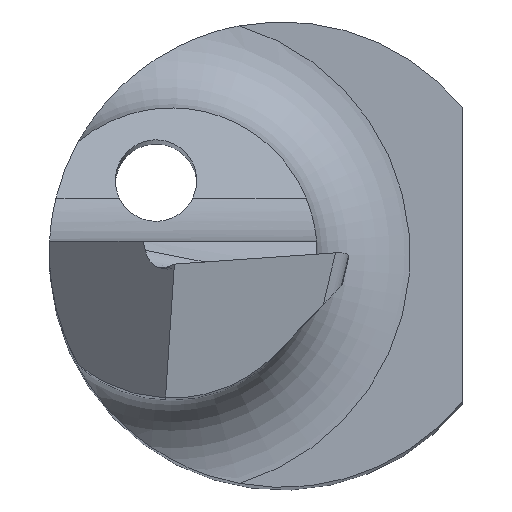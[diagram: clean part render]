
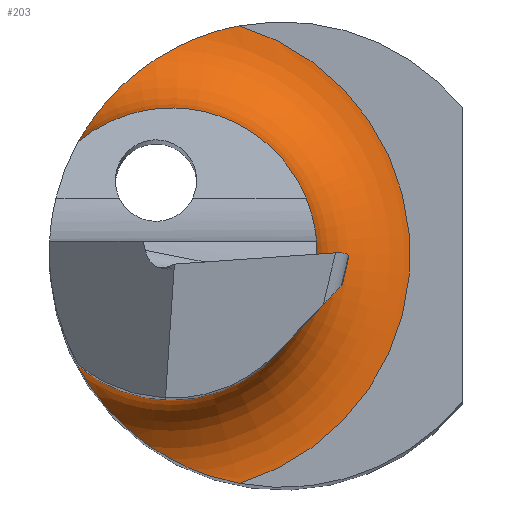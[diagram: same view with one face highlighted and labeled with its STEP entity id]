
A CAD part, top view. The second image highlights one B-rep face of the part: STEP entity #203.
In plain terms, the highlighted toroidal (fillet/blend) face has major radius 2.05 mm and minor radius 0.8 mm.
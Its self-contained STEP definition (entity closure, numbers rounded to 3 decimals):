
#10 = VERTEX_POINT ( 'NONE', #605 ) ;
#64 = VERTEX_POINT ( 'NONE', #240 ) ;
#68 = CARTESIAN_POINT ( 'NONE',  ( -1.681, 1.085, 14.494 ) ) ;
#98 = B_SPLINE_CURVE_WITH_KNOTS ( 'NONE', 3,
 ( #132, #524, #460, #68, #408, #353, #673, #609, #603, #805, #613, #345 ),
 .UNSPECIFIED., .F., .F.,
 ( 4, 2, 2, 2, 2, 4 ),
 ( 0., 0., 0.001, 0.001, 0.002, 0.002 ),
 .UNSPECIFIED. ) ;
#120 = TOROIDAL_SURFACE ( 'NONE', #233, 2.05, 0.8 ) ;
#132 = CARTESIAN_POINT ( 'NONE',  ( -1.758, 0.954, 14.8 ) ) ;
#161 = CARTESIAN_POINT ( 'NONE',  ( -1.738, -0.991, 14.63 ) ) ;
#162 = ORIENTED_EDGE ( 'NONE', *, *, #597, .F. ) ;
#163 = CARTESIAN_POINT ( 'NONE',  ( -1.758, -0.954, 14.711 ) ) ;
#203 = ADVANCED_FACE ( 'NONE', ( #538 ), #120, .F. ) ;
#206 = VERTEX_POINT ( 'NONE', #670 ) ;
#219 = DIRECTION ( 'NONE',  ( 1., 0., 0. ) ) ;
#225 = CARTESIAN_POINT ( 'NONE',  ( -1.515, -1.313, 14.289 ) ) ;
#233 = AXIS2_PLACEMENT_3D ( 'NONE', #804, #733, #738 ) ;
#240 = CARTESIAN_POINT ( 'NONE',  ( -0.368, -1.966, 14. ) ) ;
#297 = EDGE_CURVE ( 'NONE', #725, #206, #306, .T. ) ;
#298 = CARTESIAN_POINT ( 'NONE',  ( -1.644, -1.142, 14.438 ) ) ;
#306 = CIRCLE ( 'NONE', #498, 1.25 ) ;
#321 = DIRECTION ( 'NONE',  ( 0., 0., -1. ) ) ;
#326 = DIRECTION ( 'NONE',  ( 1., 0., 0. ) ) ;
#345 = CARTESIAN_POINT ( 'NONE',  ( -0.368, 1.966, 14. ) ) ;
#353 = CARTESIAN_POINT ( 'NONE',  ( -1.515, 1.314, 14.289 ) ) ;
#354 = ORIENTED_EDGE ( 'NONE', *, *, #297, .F. ) ;
#365 = CARTESIAN_POINT ( 'NONE',  ( -1.406, -1.431, 14.216 ) ) ;
#376 = B_SPLINE_CURVE_WITH_KNOTS ( 'NONE', 3,
 ( #618, #547, #679, #686, #484, #365, #225, #298, #481, #161, #163, #421 ),
 .UNSPECIFIED., .F., .F.,
 ( 4, 2, 2, 2, 2, 4 ),
 ( 0., 0.001, 0.001, 0.002, 0.002, 0.002 ),
 .UNSPECIFIED. ) ;
#408 = CARTESIAN_POINT ( 'NONE',  ( -1.644, 1.141, 14.438 ) ) ;
#409 = ORIENTED_EDGE ( 'NONE', *, *, #742, .F. ) ;
#421 = CARTESIAN_POINT ( 'NONE',  ( -1.758, -0.954, 14.8 ) ) ;
#460 = CARTESIAN_POINT ( 'NONE',  ( -1.738, 0.991, 14.63 ) ) ;
#466 = EDGE_CURVE ( 'NONE', #206, #10, #98, .T. ) ;
#481 = CARTESIAN_POINT ( 'NONE',  ( -1.681, -1.085, 14.495 ) ) ;
#484 = CARTESIAN_POINT ( 'NONE',  ( -1.156, -1.64, 14.103 ) ) ;
#493 = EDGE_LOOP ( 'NONE', ( #409, #162, #692, #354 ) ) ;
#498 = AXIS2_PLACEMENT_3D ( 'NONE', #650, #717, #326 ) ;
#524 = CARTESIAN_POINT ( 'NONE',  ( -1.758, 0.954, 14.711 ) ) ;
#538 = FACE_OUTER_BOUND ( 'NONE', #493, .T. ) ;
#547 = CARTESIAN_POINT ( 'NONE',  ( -0.54, -1.934, 14. ) ) ;
#560 = CARTESIAN_POINT ( 'NONE',  ( -1.758, -0.954, 14.8 ) ) ;
#597 = EDGE_CURVE ( 'NONE', #10, #64, #712, .T. ) ;
#603 = CARTESIAN_POINT ( 'NONE',  ( -1.013, 1.733, 14.063 ) ) ;
#605 = CARTESIAN_POINT ( 'NONE',  ( -0.368, 1.966, 14. ) ) ;
#609 = CARTESIAN_POINT ( 'NONE',  ( -1.156, 1.641, 14.102 ) ) ;
#613 = CARTESIAN_POINT ( 'NONE',  ( -0.54, 1.934, 14. ) ) ;
#618 = CARTESIAN_POINT ( 'NONE',  ( -0.368, -1.966, 14. ) ) ;
#650 = CARTESIAN_POINT ( 'NONE',  ( -0.95, 0., 14.8 ) ) ;
#670 = CARTESIAN_POINT ( 'NONE',  ( -1.758, 0.954, 14.8 ) ) ;
#673 = CARTESIAN_POINT ( 'NONE',  ( -1.408, 1.43, 14.217 ) ) ;
#679 = CARTESIAN_POINT ( 'NONE',  ( -0.703, -1.88, 14.011 ) ) ;
#686 = CARTESIAN_POINT ( 'NONE',  ( -1.013, -1.733, 14.063 ) ) ;
#692 = ORIENTED_EDGE ( 'NONE', *, *, #466, .F. ) ;
#712 = CIRCLE ( 'NONE', #784, 2.05 ) ;
#715 = CARTESIAN_POINT ( 'NONE',  ( -0.95, 0., 14. ) ) ;
#717 = DIRECTION ( 'NONE',  ( 0., 0., 1. ) ) ;
#725 = VERTEX_POINT ( 'NONE', #560 ) ;
#733 = DIRECTION ( 'NONE',  ( 0., 0., 1. ) ) ;
#738 = DIRECTION ( 'NONE',  ( 1., 0., 0. ) ) ;
#742 = EDGE_CURVE ( 'NONE', #64, #725, #376, .T. ) ;
#784 = AXIS2_PLACEMENT_3D ( 'NONE', #715, #321, #219 ) ;
#804 = CARTESIAN_POINT ( 'NONE',  ( -0.95, 0., 14.8 ) ) ;
#805 = CARTESIAN_POINT ( 'NONE',  ( -0.703, 1.88, 14.011 ) ) ;
